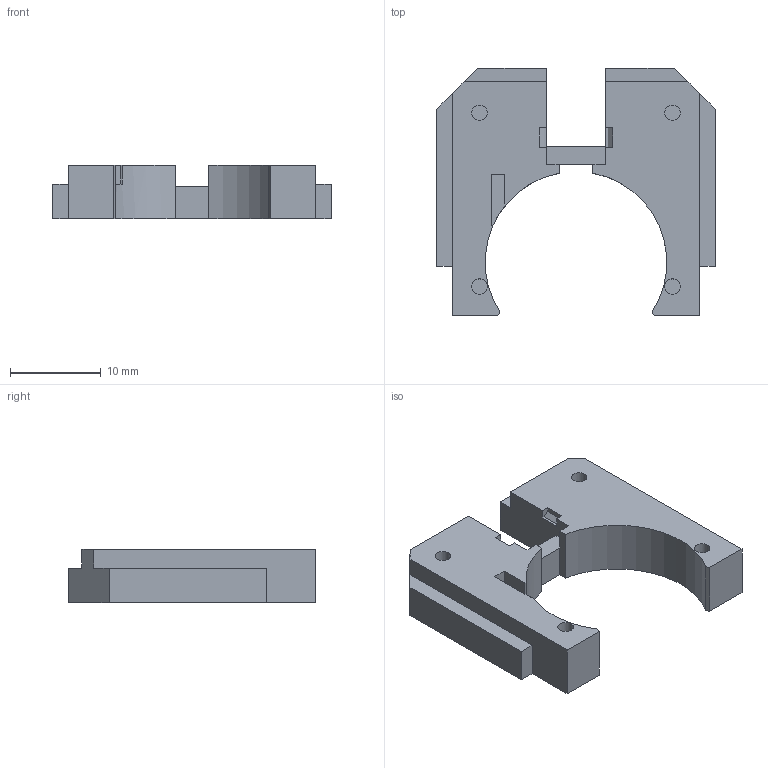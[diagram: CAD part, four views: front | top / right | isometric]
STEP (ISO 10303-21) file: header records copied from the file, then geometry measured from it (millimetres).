
FILE_DESCRIPTION(/* description */ (''),/* implementation_level */ '2;1');
FILE_NAME(/* name */ '',/* time_stamp */ '2025-09-28T20:45:29+09:00',/* author */ (''),/* organization */ (''),/* preprocessor_version */ 'ST-DEVELOPER v20.1',/* originating_system */ 'Autodesk Translation Framework v14.17.0.0',/* authorisation */ '');
FILE_SCHEMA (('AUTOMOTIVE_DESIGN { 1 0 10303 214 3 1 1 }'));
Length unit declared in the file: millimetre
Products named in the file (1): ASモジュール_typeB
Bounding box: 30.62 x 27.23 x 5.89 mm (x, y, z)
Volume: 2515.1 mm3; surface area: 1888.3 mm2
Topology: 1 solids, 1 shells, 59 faces, 157 edges, 104 vertices
Faces by surface type: plane 53, cylinder 6
Full cylindrical faces by diameter (mm): 1.7 x4
Entity records: 1838 total; most frequent: CARTESIAN_POINT 321, ORIENTED_EDGE 314, DIRECTION 291, EDGE_CURVE 157, LINE 143, VECTOR 143, VERTEX_POINT 104, AXIS2_PLACEMENT_3D 74
